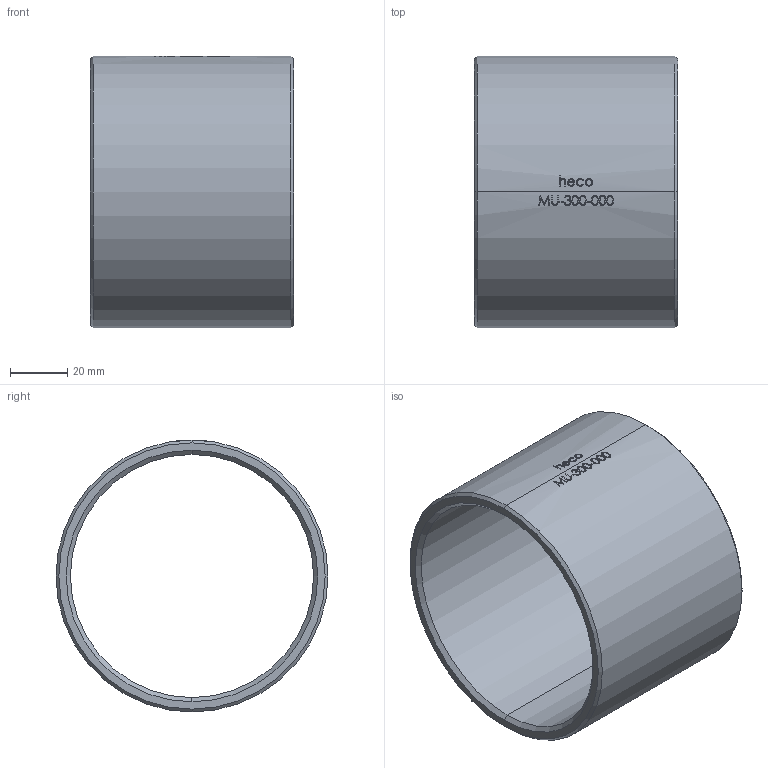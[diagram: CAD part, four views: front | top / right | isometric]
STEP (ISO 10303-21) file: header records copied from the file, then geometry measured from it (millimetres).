
FILE_DESCRIPTION (( 'STEP AP214' ), '1' );
FILE_NAME ('MU-300-000-x Muffe heco 1805.STEP', '2018-05-17T07:29:55', ( '' ), ( '' ), 'SwSTEP 2.0', 'SolidWorks 2016', '' );
FILE_SCHEMA (( 'AUTOMOTIVE_DESIGN' ));
Length unit declared in the file: millimetre
Products named in the file (1): MU-300-000-x Muffe heco 1805
Bounding box: 71 x 95 x 95 mm (x, y, z)
Volume: 100162.6 mm3; surface area: 42179.3 mm2
Topology: 1 solids, 1 shells, 179 faces, 460 edges, 304 vertices
Faces by surface type: bspline 112, plane 34, cylinder 25, cone 8
Entity records: 24731 total; most frequent: CARTESIAN_POINT 19581, ORIENTED_EDGE 920, EDGE_CURVE 460, B_SPLINE_CURVE_WITH_KNOTS 350, VERTEX_POINT 304, DIRECTION 290, EDGE_LOOP 202, ADVANCED_FACE 179
